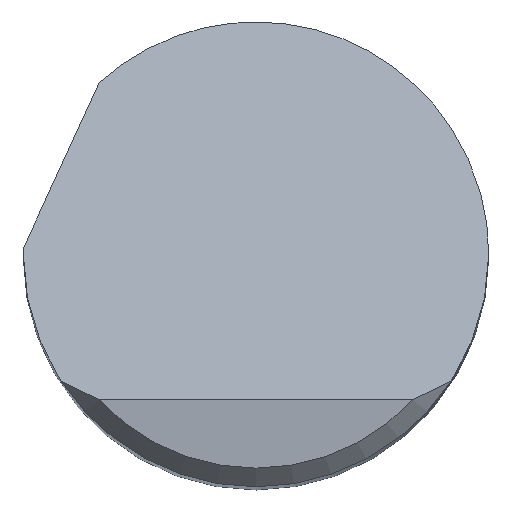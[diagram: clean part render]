
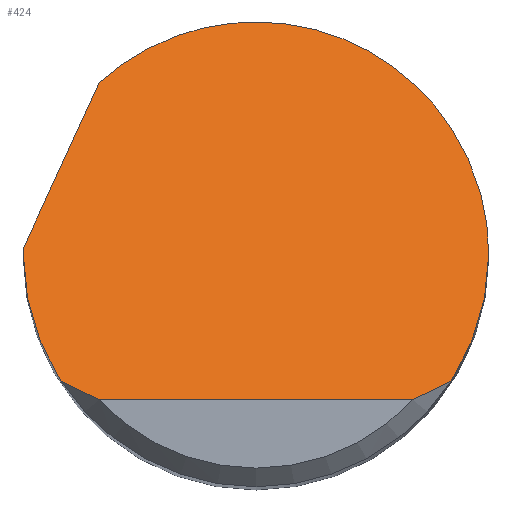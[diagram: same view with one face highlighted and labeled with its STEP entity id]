
A CAD part, top view. The second image highlights one B-rep face of the part: STEP entity #424.
In plain terms, the highlighted planar face has unit normal (0, 0.707, 0.707).
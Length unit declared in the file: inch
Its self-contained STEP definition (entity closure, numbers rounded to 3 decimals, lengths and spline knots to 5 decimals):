
#4 = CARTESIAN_POINT ( 'NONE',  ( -0.157, -0.1025, 2.985 ) ) ;
#6 = CARTESIAN_POINT ( 'NONE',  ( -0.18743, 0.005, 2.8775 ) ) ;
#7 = CARTESIAN_POINT ( 'NONE',  ( -0.157, -0.1025, 2.985 ) ) ;
#13 = DIRECTION ( 'NONE',  ( 0., 0.707, -0.707 ) ) ;
#15 = ORIENTED_EDGE ( 'NONE', *, *, #558, .F. ) ;
#21 = CARTESIAN_POINT ( 'NONE',  ( -0.18743, 0.005, 2.8775 ) ) ;
#24 = AXIS2_PLACEMENT_3D ( 'NONE', #776, #143, #13 ) ;
#28 = ORIENTED_EDGE ( 'NONE', *, *, #470, .F. ) ;
#42 = VERTEX_POINT ( 'NONE', #561 ) ;
#45 = CARTESIAN_POINT ( 'NONE',  ( 0.1875, -0.03666, 2.91916 ) ) ;
#49 =( BOUNDED_CURVE ( )  B_SPLINE_CURVE ( 3, ( #490, #135, #282, #751 ),
 .UNSPECIFIED., .F., .T. ) 
 B_SPLINE_CURVE_WITH_KNOTS ( ( 4, 4 ),
 ( 4.13401, 4.71239 ),
 .UNSPECIFIED. ) 
 CURVE ( )  GEOMETRIC_REPRESENTATION_ITEM ( )  RATIONAL_B_SPLINE_CURVE ( ( 1., 0.972, 0.972, 1. ) ) 
 REPRESENTATION_ITEM ( '' )  );
#51 = VERTEX_POINT ( 'NONE', #21 ) ;
#56 = ORIENTED_EDGE ( 'NONE', *, *, #548, .F. ) ;
#65 = CARTESIAN_POINT ( 'NONE',  ( 0.12629, -0.1175, 3. ) ) ;
#135 = CARTESIAN_POINT ( 'NONE',  ( -0.17704, -0.0718, 2.9543 ) ) ;
#141 = LINE ( 'NONE', #419, #791 ) ;
#143 = DIRECTION ( 'NONE',  ( 0., -0.707, -0.707 ) ) ;
#167 = CARTESIAN_POINT ( 'NONE',  ( -0.23821, -0.10589, 2.98839 ) ) ;
#183 = B_SPLINE_CURVE_WITH_KNOTS ( 'NONE', 3,
 ( #65, #344, #900, #277 ),
 .UNSPECIFIED., .F., .F.,
 ( 4, 4 ),
 ( 0., 0.00095 ),
 .UNSPECIFIED. ) ;
#223 = DIRECTION ( 'NONE',  ( 0.308, 0.673, -0.673 ) ) ;
#259 = VERTEX_POINT ( 'NONE', #535 ) ;
#261 = CARTESIAN_POINT ( 'NONE',  ( 0.1875, 0.18969, 2.69281 ) ) ;
#273 = CARTESIAN_POINT ( 'NONE',  ( -0.12625, 0.13863, 2.74387 ) ) ;
#277 = CARTESIAN_POINT ( 'NONE',  ( 0.157, -0.1025, 2.985 ) ) ;
#282 = CARTESIAN_POINT ( 'NONE',  ( -0.1875, -0.03666, 2.91916 ) ) ;
#307 = CARTESIAN_POINT ( 'NONE',  ( -0.1875, 0.00167, 2.88083 ) ) ;
#321 = EDGE_CURVE ( 'NONE', #341, #670, #141, .T. ) ;
#333 = DIRECTION ( 'NONE',  ( 1., 0., 0. ) ) ;
#335 = EDGE_CURVE ( 'NONE', #718, #341, #677, .T. ) ;
#341 = VERTEX_POINT ( 'NONE', #673 ) ;
#344 = CARTESIAN_POINT ( 'NONE',  ( 0.1369, -0.11288, 2.99538 ) ) ;
#349 = CARTESIAN_POINT ( 'NONE',  ( -0.18748, 0.00333, 2.87917 ) ) ;
#358 = CARTESIAN_POINT ( 'NONE',  ( -0.1875, 0., 2.8825 ) ) ;
#368 = VERTEX_POINT ( 'NONE', #273 ) ;
#383 = VERTEX_POINT ( 'NONE', #549 ) ;
#384 = CARTESIAN_POINT ( 'NONE',  ( 0.17704, -0.0718, 2.9543 ) ) ;
#385 =( BOUNDED_CURVE ( )  B_SPLINE_CURVE ( 3, ( #814, #661, #261, #611 ),
 .UNSPECIFIED., .F., .T. ) 
 B_SPLINE_CURVE_WITH_KNOTS ( ( 4, 4 ),
 ( 5.54449, 7.85398 ),
 .UNSPECIFIED. ) 
 CURVE ( )  GEOMETRIC_REPRESENTATION_ITEM ( )  RATIONAL_B_SPLINE_CURVE ( ( 1., 0.603, 0.603, 1. ) ) 
 REPRESENTATION_ITEM ( '' )  );
#391 = ORIENTED_EDGE ( 'NONE', *, *, #335, .T. ) ;
#396 = EDGE_CURVE ( 'NONE', #670, #259, #183, .T. ) ;
#401 = VECTOR ( 'NONE', #223, 39.37008 ) ;
#419 = CARTESIAN_POINT ( 'NONE',  ( 0., -0.1175, 3. ) ) ;
#424 = ADVANCED_FACE ( 'NONE', ( #840 ), #501, .F. ) ;
#470 = EDGE_CURVE ( 'NONE', #42, #51, #761, .T. ) ;
#484 = CARTESIAN_POINT ( 'NONE',  ( 0.12629, -0.1175, 3. ) ) ;
#490 = CARTESIAN_POINT ( 'NONE',  ( -0.157, -0.1025, 2.985 ) ) ;
#501 = PLANE ( 'NONE',  #24 ) ;
#507 = ORIENTED_EDGE ( 'NONE', *, *, #321, .T. ) ;
#518 = ORIENTED_EDGE ( 'NONE', *, *, #396, .T. ) ;
#535 = CARTESIAN_POINT ( 'NONE',  ( 0.157, -0.1025, 2.985 ) ) ;
#548 = EDGE_CURVE ( 'NONE', #368, #383, #385, .T. ) ;
#549 = CARTESIAN_POINT ( 'NONE',  ( 0.1875, 0., 2.8825 ) ) ;
#558 = EDGE_CURVE ( 'NONE', #383, #259, #629, .T. ) ;
#561 = CARTESIAN_POINT ( 'NONE',  ( -0.1875, 0., 2.8825 ) ) ;
#611 = CARTESIAN_POINT ( 'NONE',  ( 0.1875, 0., 2.8825 ) ) ;
#616 = ORIENTED_EDGE ( 'NONE', *, *, #721, .F. ) ;
#629 =( BOUNDED_CURVE ( )  B_SPLINE_CURVE ( 3, ( #738, #45, #384, #889 ),
 .UNSPECIFIED., .F., .T. ) 
 B_SPLINE_CURVE_WITH_KNOTS ( ( 4, 4 ),
 ( 1.5708, 2.14917 ),
 .UNSPECIFIED. ) 
 CURVE ( )  GEOMETRIC_REPRESENTATION_ITEM ( )  RATIONAL_B_SPLINE_CURVE ( ( 1., 0.972, 0.972, 1. ) ) 
 REPRESENTATION_ITEM ( '' )  );
#661 = CARTESIAN_POINT ( 'NONE',  ( 0.014, 0.26635, 2.61615 ) ) ;
#670 = VERTEX_POINT ( 'NONE', #484 ) ;
#673 = CARTESIAN_POINT ( 'NONE',  ( -0.12629, -0.1175, 3. ) ) ;
#677 = B_SPLINE_CURVE_WITH_KNOTS ( 'NONE', 3,
 ( #4, #836, #692, #820 ),
 .UNSPECIFIED., .F., .F.,
 ( 4, 4 ),
 ( 0., 0.00095 ),
 .UNSPECIFIED. ) ;
#688 = ORIENTED_EDGE ( 'NONE', *, *, #822, .F. ) ;
#692 = CARTESIAN_POINT ( 'NONE',  ( -0.1369, -0.11288, 2.99538 ) ) ;
#718 = VERTEX_POINT ( 'NONE', #7 ) ;
#721 = EDGE_CURVE ( 'NONE', #718, #42, #49, .T. ) ;
#738 = CARTESIAN_POINT ( 'NONE',  ( 0.1875, 0., 2.8825 ) ) ;
#751 = CARTESIAN_POINT ( 'NONE',  ( -0.1875, 0., 2.8825 ) ) ;
#761 =( BOUNDED_CURVE ( )  B_SPLINE_CURVE ( 3, ( #358, #307, #349, #6 ),
 .UNSPECIFIED., .F., .T. ) 
 B_SPLINE_CURVE_WITH_KNOTS ( ( 4, 4 ),
 ( 4.71239, 4.73906 ),
 .UNSPECIFIED. ) 
 CURVE ( )  GEOMETRIC_REPRESENTATION_ITEM ( )  RATIONAL_B_SPLINE_CURVE ( ( 1., 1., 1., 1. ) ) 
 REPRESENTATION_ITEM ( '' )  );
#776 = CARTESIAN_POINT ( 'NONE',  ( -0.1875, -0.1175, 3. ) ) ;
#788 = LINE ( 'NONE', #167, #401 ) ;
#791 = VECTOR ( 'NONE', #333, 39.37008 ) ;
#814 = CARTESIAN_POINT ( 'NONE',  ( -0.12625, 0.13863, 2.74387 ) ) ;
#820 = CARTESIAN_POINT ( 'NONE',  ( -0.12629, -0.1175, 3. ) ) ;
#822 = EDGE_CURVE ( 'NONE', #51, #368, #788, .T. ) ;
#836 = CARTESIAN_POINT ( 'NONE',  ( -0.14711, -0.10785, 2.99035 ) ) ;
#840 = FACE_OUTER_BOUND ( 'NONE', #871, .T. ) ;
#871 = EDGE_LOOP ( 'NONE', ( #507, #518, #15, #56, #688, #28, #616, #391 ) ) ;
#889 = CARTESIAN_POINT ( 'NONE',  ( 0.157, -0.1025, 2.985 ) ) ;
#900 = CARTESIAN_POINT ( 'NONE',  ( 0.14711, -0.10785, 2.99035 ) ) ;
